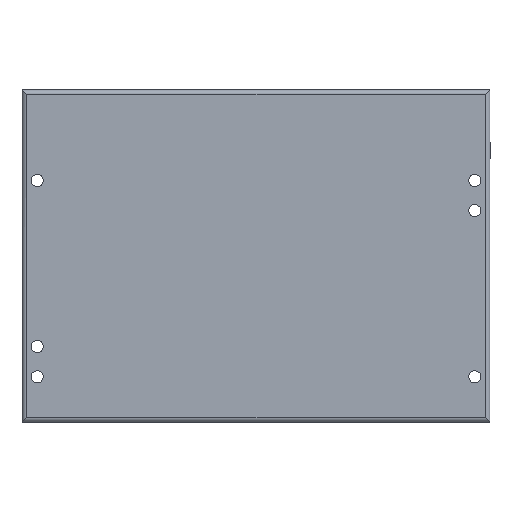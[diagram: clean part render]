
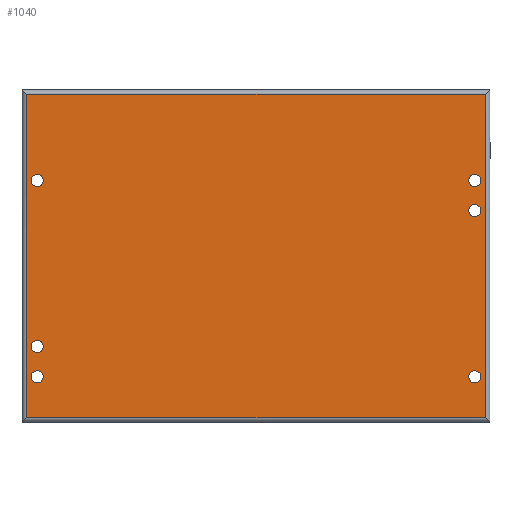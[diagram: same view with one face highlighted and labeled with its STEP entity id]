
A CAD part, front view. The second image highlights one B-rep face of the part: STEP entity #1040.
In plain terms, the highlighted face is planar.
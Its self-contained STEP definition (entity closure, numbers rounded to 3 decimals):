
#190 = EDGE_CURVE ( 'NONE', #19998, #4276, #19755, .T. ) ;
#343 = CIRCLE ( 'NONE', #14986, 4.025 ) ;
#604 = AXIS2_PLACEMENT_3D ( 'NONE', #18053, #627, #741 ) ;
#627 = DIRECTION ( 'NONE',  ( 0., 0., 1. ) ) ;
#683 = VECTOR ( 'NONE', #8617, 1000. ) ;
#686 = DIRECTION ( 'NONE',  ( 0., 0., 1. ) ) ;
#741 = DIRECTION ( 'NONE',  ( 1., 0., 0. ) ) ;
#807 = FACE_BOUND ( 'NONE', #15519, .T. ) ;
#851 = LINE ( 'NONE', #14298, #18595 ) ;
#958 = CIRCLE ( 'NONE', #18153, 4.025 ) ;
#1018 = CARTESIAN_POINT ( 'NONE',  ( 107., 0., 0. ) ) ;
#1022 = CARTESIAN_POINT ( 'NONE',  ( -107., 152., 0. ) ) ;
#1026 = FACE_OUTER_BOUND ( 'NONE', #17005, .T. ) ;
#1040 = ADVANCED_FACE ( 'NONE', ( #1026, #11678, #15012, #16504, #18670, #807, #14791 ), #21999, .F. ) ;
#1041 = EDGE_LOOP ( 'NONE', ( #2387, #20204 ) ) ;
#1143 = VERTEX_POINT ( 'NONE', #20956 ) ;
#1361 = AXIS2_PLACEMENT_3D ( 'NONE', #14214, #12830, #9394 ) ;
#1363 = EDGE_LOOP ( 'NONE', ( #5252, #22030 ) ) ;
#1678 = VERTEX_POINT ( 'NONE', #15772 ) ;
#1751 = EDGE_CURVE ( 'NONE', #2455, #8955, #5007, .T. ) ;
#1844 = CARTESIAN_POINT ( 'NONE',  ( -80., -145., 0. ) ) ;
#1946 = DIRECTION ( 'NONE',  ( 0., 0., 1. ) ) ;
#2026 = CARTESIAN_POINT ( 'NONE',  ( 107., -152., 0. ) ) ;
#2113 = VECTOR ( 'NONE', #8244, 1000. ) ;
#2151 = AXIS2_PLACEMENT_3D ( 'NONE', #20849, #8704, #7113 ) ;
#2387 = ORIENTED_EDGE ( 'NONE', *, *, #6691, .T. ) ;
#2440 = VERTEX_POINT ( 'NONE', #10868 ) ;
#2455 = VERTEX_POINT ( 'NONE', #14193 ) ;
#2842 = CARTESIAN_POINT ( 'NONE',  ( 30., 145., 0. ) ) ;
#2852 = AXIS2_PLACEMENT_3D ( 'NONE', #3626, #10857, #21055 ) ;
#3015 = EDGE_CURVE ( 'NONE', #21854, #16326, #21781, .T. ) ;
#3052 = ORIENTED_EDGE ( 'NONE', *, *, #15827, .T. ) ;
#3338 = AXIS2_PLACEMENT_3D ( 'NONE', #19164, #10557, #8734 ) ;
#3411 = CARTESIAN_POINT ( 'NONE',  ( -84.025, 145., 0. ) ) ;
#3473 = DIRECTION ( 'NONE',  ( 0., 0., 1. ) ) ;
#3618 = ORIENTED_EDGE ( 'NONE', *, *, #12630, .T. ) ;
#3626 = CARTESIAN_POINT ( 'NONE',  ( -80., 145., 0. ) ) ;
#3629 = AXIS2_PLACEMENT_3D ( 'NONE', #16711, #7564, #12933 ) ;
#3646 = EDGE_LOOP ( 'NONE', ( #4830, #3618 ) ) ;
#4034 = ORIENTED_EDGE ( 'NONE', *, *, #1751, .T. ) ;
#4276 = VERTEX_POINT ( 'NONE', #11747 ) ;
#4433 = VERTEX_POINT ( 'NONE', #17810 ) ;
#4830 = ORIENTED_EDGE ( 'NONE', *, *, #17053, .T. ) ;
#4936 = AXIS2_PLACEMENT_3D ( 'NONE', #16787, #7751, #16670 ) ;
#5007 = CIRCLE ( 'NONE', #604, 4.025 ) ;
#5124 = CARTESIAN_POINT ( 'NONE',  ( -107., -152., 0. ) ) ;
#5252 = ORIENTED_EDGE ( 'NONE', *, *, #3015, .T. ) ;
#5557 = CARTESIAN_POINT ( 'NONE',  ( -80., 145., 0. ) ) ;
#5610 = VERTEX_POINT ( 'NONE', #5124 ) ;
#6226 = CARTESIAN_POINT ( 'NONE',  ( -107., 0., 0. ) ) ;
#6406 = DIRECTION ( 'NONE',  ( 1., 0., 0. ) ) ;
#6434 = EDGE_CURVE ( 'NONE', #16326, #21854, #15208, .T. ) ;
#6539 = ORIENTED_EDGE ( 'NONE', *, *, #14496, .T. ) ;
#6691 = EDGE_CURVE ( 'NONE', #4433, #1678, #958, .T. ) ;
#6871 = ORIENTED_EDGE ( 'NONE', *, *, #14780, .T. ) ;
#7113 = DIRECTION ( 'NONE',  ( 1., 0., 0. ) ) ;
#7136 = DIRECTION ( 'NONE',  ( 1., 0., 0. ) ) ;
#7236 = VERTEX_POINT ( 'NONE', #15641 ) ;
#7525 = AXIS2_PLACEMENT_3D ( 'NONE', #14208, #1946, #17766 ) ;
#7564 = DIRECTION ( 'NONE',  ( 0., 0., 1. ) ) ;
#7693 = DIRECTION ( 'NONE',  ( 1., 0., 0. ) ) ;
#7751 = DIRECTION ( 'NONE',  ( 0., 0., 1. ) ) ;
#8002 = AXIS2_PLACEMENT_3D ( 'NONE', #1844, #19511, #7136 ) ;
#8244 = DIRECTION ( 'NONE',  ( 0., -1., 0. ) ) ;
#8360 = CIRCLE ( 'NONE', #14936, 4.025 ) ;
#8617 = DIRECTION ( 'NONE',  ( 0., 1., 0. ) ) ;
#8704 = DIRECTION ( 'NONE',  ( 0., 0., 1. ) ) ;
#8709 = CARTESIAN_POINT ( 'NONE',  ( -64.025, -145., 0. ) ) ;
#8734 = DIRECTION ( 'NONE',  ( 1., 0., 0. ) ) ;
#8855 = ORIENTED_EDGE ( 'NONE', *, *, #190, .T. ) ;
#8955 = VERTEX_POINT ( 'NONE', #21416 ) ;
#9098 = ORIENTED_EDGE ( 'NONE', *, *, #10044, .T. ) ;
#9394 = DIRECTION ( 'NONE',  ( 1., 0., 0. ) ) ;
#9564 = DIRECTION ( 'NONE',  ( -1., 0., 0. ) ) ;
#9968 = VERTEX_POINT ( 'NONE', #11934 ) ;
#10044 = EDGE_CURVE ( 'NONE', #5610, #19998, #15271, .T. ) ;
#10068 = LINE ( 'NONE', #1018, #2113 ) ;
#10099 = EDGE_CURVE ( 'NONE', #1678, #4433, #16046, .T. ) ;
#10557 = DIRECTION ( 'NONE',  ( 0., 0., 1. ) ) ;
#10581 = EDGE_CURVE ( 'NONE', #9968, #2440, #22290, .T. ) ;
#10857 = DIRECTION ( 'NONE',  ( 0., 0., 1. ) ) ;
#10868 = CARTESIAN_POINT ( 'NONE',  ( 25.975, 145., 0. ) ) ;
#10986 = EDGE_CURVE ( 'NONE', #7236, #20405, #343, .T. ) ;
#11249 = CIRCLE ( 'NONE', #1361, 4.025 ) ;
#11262 = DIRECTION ( 'NONE',  ( 1., 0., 0. ) ) ;
#11549 = AXIS2_PLACEMENT_3D ( 'NONE', #16383, #686, #7693 ) ;
#11678 = FACE_BOUND ( 'NONE', #1363, .T. ) ;
#11747 = CARTESIAN_POINT ( 'NONE',  ( 107., 152., 0. ) ) ;
#11910 = VERTEX_POINT ( 'NONE', #8709 ) ;
#11934 = CARTESIAN_POINT ( 'NONE',  ( 34.025, 145., 0. ) ) ;
#12154 = ORIENTED_EDGE ( 'NONE', *, *, #10986, .T. ) ;
#12630 = EDGE_CURVE ( 'NONE', #11910, #1143, #13235, .T. ) ;
#12830 = DIRECTION ( 'NONE',  ( 0., 0., 1. ) ) ;
#12933 = DIRECTION ( 'NONE',  ( 1., 0., 0. ) ) ;
#12992 = VECTOR ( 'NONE', #11262, 1000. ) ;
#13015 = CARTESIAN_POINT ( 'NONE',  ( 45.975, 145., 0. ) ) ;
#13143 = CIRCLE ( 'NONE', #3629, 4.025 ) ;
#13235 = CIRCLE ( 'NONE', #3338, 4.025 ) ;
#13276 = EDGE_LOOP ( 'NONE', ( #14150, #6539 ) ) ;
#14150 = ORIENTED_EDGE ( 'NONE', *, *, #10581, .T. ) ;
#14193 = CARTESIAN_POINT ( 'NONE',  ( 45.975, -145., 0. ) ) ;
#14208 = CARTESIAN_POINT ( 'NONE',  ( 50., 145., 0. ) ) ;
#14214 = CARTESIAN_POINT ( 'NONE',  ( 50., -145., 0. ) ) ;
#14298 = CARTESIAN_POINT ( 'NONE',  ( 0., -152., 0. ) ) ;
#14496 = EDGE_CURVE ( 'NONE', #2440, #9968, #8360, .T. ) ;
#14772 = CARTESIAN_POINT ( 'NONE',  ( 54.025, 145., 0. ) ) ;
#14780 = EDGE_CURVE ( 'NONE', #17349, #5610, #851, .T. ) ;
#14791 = FACE_BOUND ( 'NONE', #17075, .T. ) ;
#14807 = EDGE_CURVE ( 'NONE', #20405, #7236, #22613, .T. ) ;
#14936 = AXIS2_PLACEMENT_3D ( 'NONE', #2842, #21992, #6406 ) ;
#14986 = AXIS2_PLACEMENT_3D ( 'NONE', #5557, #3473, #17928 ) ;
#15003 = CARTESIAN_POINT ( 'NONE',  ( -80., -145., 0. ) ) ;
#15012 = FACE_BOUND ( 'NONE', #13276, .T. ) ;
#15208 = CIRCLE ( 'NONE', #7525, 4.025 ) ;
#15271 = LINE ( 'NONE', #6226, #683 ) ;
#15519 = EDGE_LOOP ( 'NONE', ( #18221, #4034 ) ) ;
#15620 = EDGE_CURVE ( 'NONE', #8955, #2455, #11249, .T. ) ;
#15641 = CARTESIAN_POINT ( 'NONE',  ( -75.975, 145., 0. ) ) ;
#15772 = CARTESIAN_POINT ( 'NONE',  ( -84.025, -145., 0. ) ) ;
#15827 = EDGE_CURVE ( 'NONE', #4276, #17349, #10068, .T. ) ;
#16046 = CIRCLE ( 'NONE', #8002, 4.025 ) ;
#16326 = VERTEX_POINT ( 'NONE', #13015 ) ;
#16383 = CARTESIAN_POINT ( 'NONE',  ( 0., 0., 0. ) ) ;
#16504 = FACE_BOUND ( 'NONE', #1041, .T. ) ;
#16670 = DIRECTION ( 'NONE',  ( 1., 0., 0. ) ) ;
#16711 = CARTESIAN_POINT ( 'NONE',  ( -60., -145., 0. ) ) ;
#16787 = CARTESIAN_POINT ( 'NONE',  ( 50., 145., 0. ) ) ;
#16828 = DIRECTION ( 'NONE',  ( 1., 0., 0. ) ) ;
#17005 = EDGE_LOOP ( 'NONE', ( #3052, #6871, #9098, #8855 ) ) ;
#17053 = EDGE_CURVE ( 'NONE', #1143, #11910, #13143, .T. ) ;
#17075 = EDGE_LOOP ( 'NONE', ( #12154, #18523 ) ) ;
#17349 = VERTEX_POINT ( 'NONE', #2026 ) ;
#17766 = DIRECTION ( 'NONE',  ( 1., 0., 0. ) ) ;
#17810 = CARTESIAN_POINT ( 'NONE',  ( -75.975, -145., 0. ) ) ;
#17928 = DIRECTION ( 'NONE',  ( 1., 0., 0. ) ) ;
#18053 = CARTESIAN_POINT ( 'NONE',  ( 50., -145., 0. ) ) ;
#18153 = AXIS2_PLACEMENT_3D ( 'NONE', #15003, #22433, #16828 ) ;
#18221 = ORIENTED_EDGE ( 'NONE', *, *, #15620, .T. ) ;
#18523 = ORIENTED_EDGE ( 'NONE', *, *, #14807, .T. ) ;
#18595 = VECTOR ( 'NONE', #9564, 1000. ) ;
#18670 = FACE_BOUND ( 'NONE', #3646, .T. ) ;
#19164 = CARTESIAN_POINT ( 'NONE',  ( -60., -145., 0. ) ) ;
#19511 = DIRECTION ( 'NONE',  ( 0., 0., 1. ) ) ;
#19755 = LINE ( 'NONE', #21467, #12992 ) ;
#19998 = VERTEX_POINT ( 'NONE', #1022 ) ;
#20204 = ORIENTED_EDGE ( 'NONE', *, *, #10099, .T. ) ;
#20405 = VERTEX_POINT ( 'NONE', #3411 ) ;
#20849 = CARTESIAN_POINT ( 'NONE',  ( 30., 145., 0. ) ) ;
#20956 = CARTESIAN_POINT ( 'NONE',  ( -55.975, -145., 0. ) ) ;
#21055 = DIRECTION ( 'NONE',  ( 1., 0., 0. ) ) ;
#21416 = CARTESIAN_POINT ( 'NONE',  ( 54.025, -145., 0. ) ) ;
#21467 = CARTESIAN_POINT ( 'NONE',  ( 0., 152., 0. ) ) ;
#21781 = CIRCLE ( 'NONE', #4936, 4.025 ) ;
#21854 = VERTEX_POINT ( 'NONE', #14772 ) ;
#21992 = DIRECTION ( 'NONE',  ( 0., 0., 1. ) ) ;
#21999 = PLANE ( 'NONE',  #11549 ) ;
#22030 = ORIENTED_EDGE ( 'NONE', *, *, #6434, .T. ) ;
#22290 = CIRCLE ( 'NONE', #2151, 4.025 ) ;
#22433 = DIRECTION ( 'NONE',  ( 0., 0., 1. ) ) ;
#22613 = CIRCLE ( 'NONE', #2852, 4.025 ) ;
